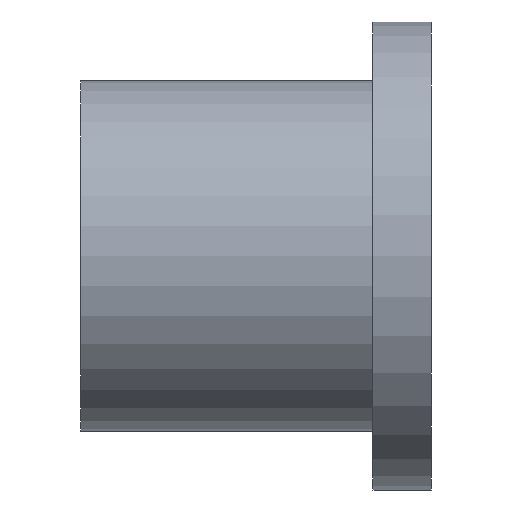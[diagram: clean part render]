
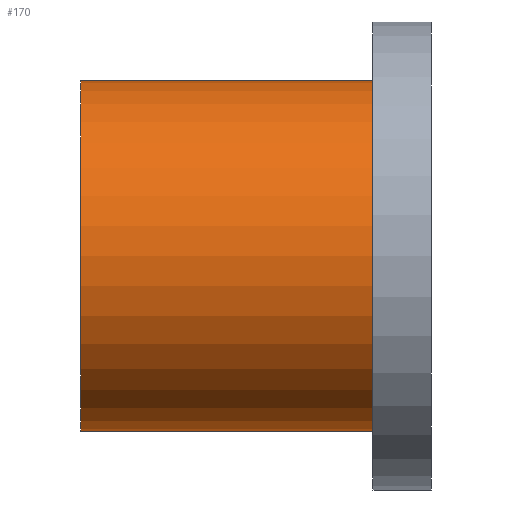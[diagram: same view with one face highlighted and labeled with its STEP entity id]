
A CAD part, front view. The second image highlights one B-rep face of the part: STEP entity #170.
In plain terms, the highlighted cylindrical face has radius 4.763 mm (diameter 9.525 mm), a partial arc.
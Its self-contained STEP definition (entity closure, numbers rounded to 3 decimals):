
#11 = VECTOR ( 'NONE', #249, 1000. ) ;
#13 = VERTEX_POINT ( 'NONE', #242 ) ;
#19 = EDGE_CURVE ( 'NONE', #210, #13, #324, .T. ) ;
#26 = CARTESIAN_POINT ( 'NONE',  ( -15.558, 0., 0. ) ) ;
#37 = EDGE_LOOP ( 'NONE', ( #67, #255, #91, #177 ) ) ;
#46 = CIRCLE ( 'NONE', #129, 4.762 ) ;
#56 = EDGE_CURVE ( 'NONE', #210, #317, #62, .T. ) ;
#60 = EDGE_CURVE ( 'NONE', #209, #13, #46, .T. ) ;
#62 = CIRCLE ( 'NONE', #98, 4.762 ) ;
#64 = CARTESIAN_POINT ( 'NONE',  ( -23.496, 0., 4.762 ) ) ;
#67 = ORIENTED_EDGE ( 'NONE', *, *, #329, .F. ) ;
#75 = AXIS2_PLACEMENT_3D ( 'NONE', #166, #236, #218 ) ;
#91 = ORIENTED_EDGE ( 'NONE', *, *, #19, .T. ) ;
#98 = AXIS2_PLACEMENT_3D ( 'NONE', #248, #311, #275 ) ;
#107 = CARTESIAN_POINT ( 'NONE',  ( -23.496, 0., -4.762 ) ) ;
#114 = VECTOR ( 'NONE', #299, 1000. ) ;
#129 = AXIS2_PLACEMENT_3D ( 'NONE', #26, #146, #278 ) ;
#142 = CARTESIAN_POINT ( 'NONE',  ( -23.496, 0., -4.762 ) ) ;
#146 = DIRECTION ( 'NONE',  ( 1., 0., 0. ) ) ;
#156 = LINE ( 'NONE', #270, #114 ) ;
#162 = CARTESIAN_POINT ( 'NONE',  ( -15.558, 0., 4.762 ) ) ;
#166 = CARTESIAN_POINT ( 'NONE',  ( -23.496, 0., 0. ) ) ;
#170 = ADVANCED_FACE ( 'NONE', ( #215 ), #181, .T. ) ;
#177 = ORIENTED_EDGE ( 'NONE', *, *, #60, .F. ) ;
#181 = CYLINDRICAL_SURFACE ( 'NONE', #75, 4.762 ) ;
#209 = VERTEX_POINT ( 'NONE', #162 ) ;
#210 = VERTEX_POINT ( 'NONE', #107 ) ;
#215 = FACE_OUTER_BOUND ( 'NONE', #37, .T. ) ;
#218 = DIRECTION ( 'NONE',  ( 0., 0., -1. ) ) ;
#236 = DIRECTION ( 'NONE',  ( 1., 0., 0. ) ) ;
#242 = CARTESIAN_POINT ( 'NONE',  ( -15.558, 0., -4.762 ) ) ;
#248 = CARTESIAN_POINT ( 'NONE',  ( -23.496, 0., 0. ) ) ;
#249 = DIRECTION ( 'NONE',  ( 1., 0., 0. ) ) ;
#255 = ORIENTED_EDGE ( 'NONE', *, *, #56, .F. ) ;
#270 = CARTESIAN_POINT ( 'NONE',  ( -23.496, 0., 4.762 ) ) ;
#275 = DIRECTION ( 'NONE',  ( 0., 0., -1. ) ) ;
#278 = DIRECTION ( 'NONE',  ( 0., 0., -1. ) ) ;
#299 = DIRECTION ( 'NONE',  ( 1., 0., 0. ) ) ;
#311 = DIRECTION ( 'NONE',  ( -1., 0., 0. ) ) ;
#317 = VERTEX_POINT ( 'NONE', #64 ) ;
#324 = LINE ( 'NONE', #142, #11 ) ;
#329 = EDGE_CURVE ( 'NONE', #317, #209, #156, .T. ) ;
